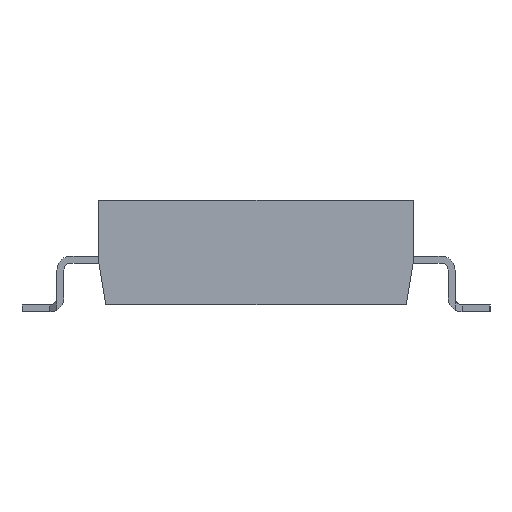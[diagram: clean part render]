
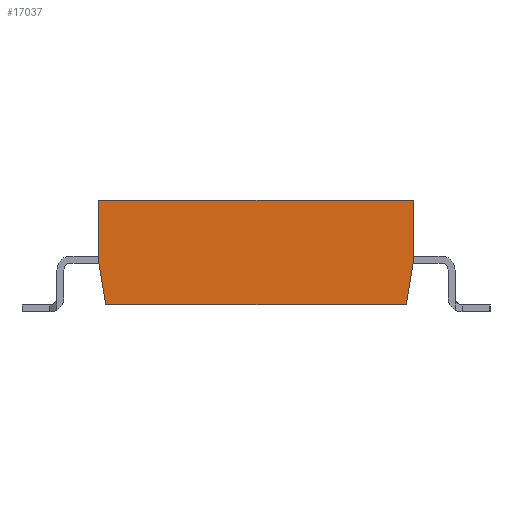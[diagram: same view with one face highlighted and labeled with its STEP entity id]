
A CAD part, left-side view. The second image highlights one B-rep face of the part: STEP entity #17037.
In plain terms, the highlighted planar face has unit normal (-1, 0, 0).
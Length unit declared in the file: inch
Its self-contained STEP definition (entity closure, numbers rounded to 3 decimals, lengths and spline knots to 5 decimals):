
#9051=CARTESIAN_POINT('',(-0.27421,0.08858,0.02362));
#9052=VERTEX_POINT('',#9051);
#9059=CARTESIAN_POINT('',(-0.27421,0.08858,0.05906));
#9060=VERTEX_POINT('',#9059);
#9061=CARTESIAN_POINT('',(-0.27421,0.08858,0.02362));
#9062=DIRECTION('',(0.0,0.0,1.0));
#9063=VECTOR('',#9062,0.03543);
#9064=LINE('',#9061,#9063);
#9065=EDGE_CURVE('',#9052,#9060,#9064,.T.);
#12463=CARTESIAN_POINT('',(-0.27421,-0.08858,0.05906));
#12464=VERTEX_POINT('',#12463);
#12465=CARTESIAN_POINT('',(-0.27421,-0.08858,0.05906));
#12466=DIRECTION('',(0.0,1.0,0.0));
#12467=VECTOR('',#12466,0.17717);
#12468=LINE('',#12465,#12467);
#12469=EDGE_CURVE('',#12464,#9060,#12468,.T.);
#16801=CARTESIAN_POINT('',(-0.27421,-0.08465,0.0));
#16802=VERTEX_POINT('',#16801);
#16803=CARTESIAN_POINT('',(-0.27421,-0.08858,0.02362));
#16804=VERTEX_POINT('',#16803);
#16805=CARTESIAN_POINT('',(-0.27421,-0.08465,0.0));
#16806=DIRECTION('',(0.,-0.164,0.986));
#16807=VECTOR('',#16806,0.02395);
#16808=LINE('',#16805,#16807);
#16809=EDGE_CURVE('',#16802,#16804,#16808,.T.);
#16911=CARTESIAN_POINT('',(-0.27421,0.08465,0.));
#16912=VERTEX_POINT('',#16911);
#16913=CARTESIAN_POINT('',(-0.27421,0.08858,0.02362));
#16914=DIRECTION('',(0.0,-0.164,-0.986));
#16915=VECTOR('',#16914,0.02395);
#16916=LINE('',#16913,#16915);
#16917=EDGE_CURVE('',#9052,#16912,#16916,.T.);
#16971=CARTESIAN_POINT('',(-0.27421,-0.08858,0.02362));
#16972=DIRECTION('',(0.0,0.0,1.0));
#16973=VECTOR('',#16972,0.03543);
#16974=LINE('',#16971,#16973);
#16975=EDGE_CURVE('',#16804,#12464,#16974,.T.);
#17019=CARTESIAN_POINT('',(-0.27421,-0.09744,-0.00295));
#17020=DIRECTION('',(-1.0,0.0,0.0));
#17021=DIRECTION('',(0.0,0.0,1.0));
#17022=AXIS2_PLACEMENT_3D('',#17019,#17020,#17021);
#17023=PLANE('',#17022);
#17024=ORIENTED_EDGE('',*,*,#16809,.T.);
#17025=ORIENTED_EDGE('',*,*,#16975,.T.);
#17026=ORIENTED_EDGE('',*,*,#12469,.T.);
#17027=ORIENTED_EDGE('',*,*,#9065,.F.);
#17028=ORIENTED_EDGE('',*,*,#16917,.T.);
#17029=CARTESIAN_POINT('',(-0.27421,-0.08465,0.0));
#17030=DIRECTION('',(0.0,1.0,0.0));
#17031=VECTOR('',#17030,0.16929);
#17032=LINE('',#17029,#17031);
#17033=EDGE_CURVE('',#16802,#16912,#17032,.T.);
#17034=ORIENTED_EDGE('',*,*,#17033,.F.);
#17035=EDGE_LOOP('',(#17024,#17025,#17026,#17027,#17028,#17034));
#17036=FACE_OUTER_BOUND('',#17035,.T.);
#17037=ADVANCED_FACE('',(#17036),#17023,.T.);
